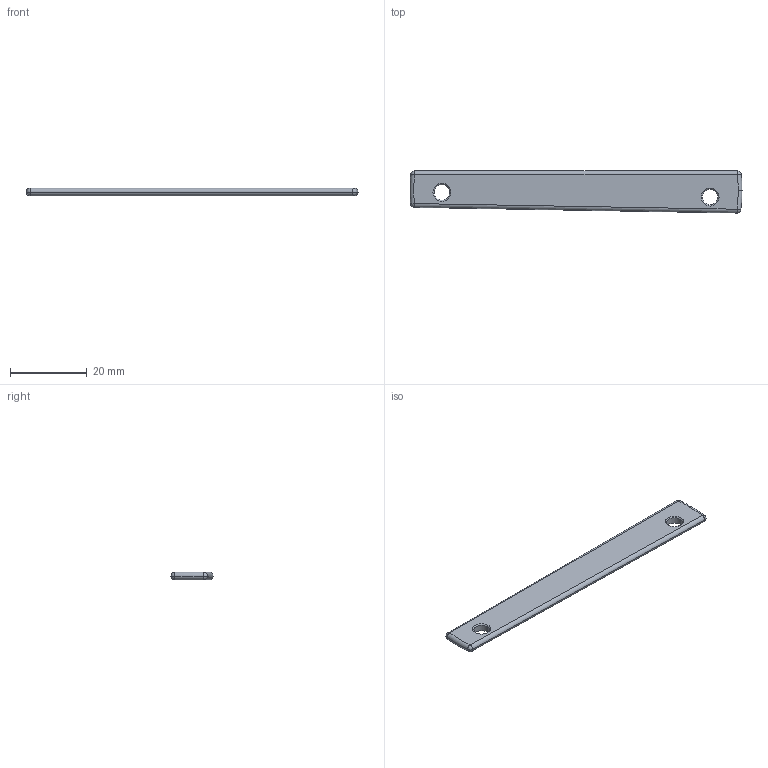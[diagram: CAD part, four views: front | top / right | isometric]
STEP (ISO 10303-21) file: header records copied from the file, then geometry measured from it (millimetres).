
FILE_DESCRIPTION (( 'STEP AP214' ), '1' );
FILE_NAME ('contact blade.STEP', '2024-07-04T13:01:18', ( '' ), ( '' ), 'SwSTEP 2.0', 'SolidWorks 2024', '' );
FILE_SCHEMA (( 'AUTOMOTIVE_DESIGN' ));
Length unit declared in the file: millimetre
Products named in the file (1): contact blade
Bounding box: 86.69 x 10.98 x 2 mm (x, y, z)
Volume: 1636.2 mm3; surface area: 1983.9 mm2
Topology: 1 solids, 1 shells, 28 faces, 64 edges, 32 vertices
Faces by surface type: cylinder 8, sphere 8, torus 6, cone 4, plane 2
Entity records: 767 total; most frequent: DIRECTION 158, CARTESIAN_POINT 117, ORIENTED_EDGE 114, AXIS2_PLACEMENT_3D 72, EDGE_CURVE 57, CIRCLE 43, EDGE_LOOP 32, VERTEX_POINT 31
